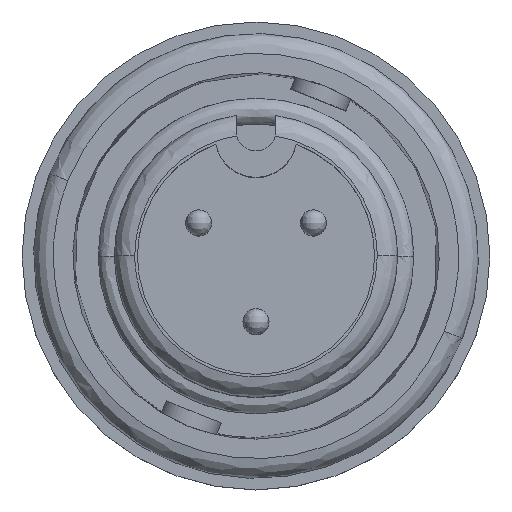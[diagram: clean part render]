
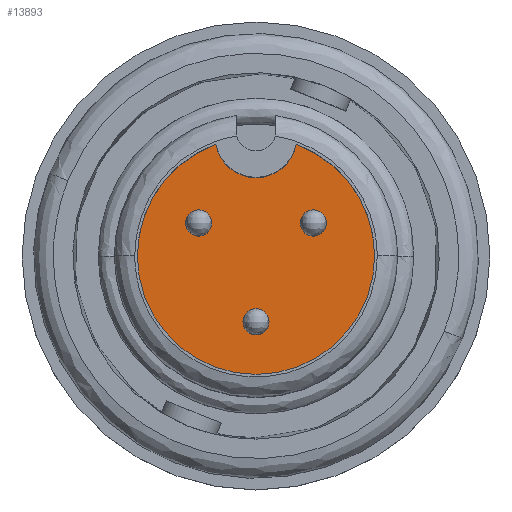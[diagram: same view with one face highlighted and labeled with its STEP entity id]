
A CAD part, top view. The second image highlights one B-rep face of the part: STEP entity #13893.
In plain terms, the highlighted planar face has unit normal (0, 0, 1).
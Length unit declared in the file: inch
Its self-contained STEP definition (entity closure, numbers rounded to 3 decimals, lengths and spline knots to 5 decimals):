
#70 = DIRECTION ( 'NONE',  ( 0., -1., 0. ) ) ;
#82 = DIRECTION ( 'NONE',  ( -1., 0., 0. ) ) ;
#238 = AXIS2_PLACEMENT_3D ( 'NONE', #15569, #8118, #613 ) ;
#613 = DIRECTION ( 'NONE',  ( -1., 0., 0. ) ) ;
#765 = DIRECTION ( 'NONE',  ( 0., 0., -1. ) ) ;
#858 = EDGE_CURVE ( 'NONE', #2130, #2081, #9399, .T. ) ;
#950 = VERTEX_POINT ( 'NONE', #13242 ) ;
#1315 = CARTESIAN_POINT ( 'NONE',  ( 0., -0.1, -0.256 ) ) ;
#2081 = VERTEX_POINT ( 'NONE', #7962 ) ;
#2130 = VERTEX_POINT ( 'NONE', #8249 ) ;
#2214 = EDGE_CURVE ( 'NONE', #10884, #11550, #5091, .T. ) ;
#2507 = CARTESIAN_POINT ( 'NONE',  ( -0.087, 0.05, -0.256 ) ) ;
#2534 = CARTESIAN_POINT ( 'NONE',  ( -0.10674, 0.05, -0.256 ) ) ;
#2601 = CIRCLE ( 'NONE', #238, 0.01974 ) ;
#2646 = AXIS2_PLACEMENT_3D ( 'NONE', #15033, #7579, #70 ) ;
#2850 = AXIS2_PLACEMENT_3D ( 'NONE', #5896, #5876, #5851 ) ;
#3383 = EDGE_CURVE ( 'NONE', #2081, #2130, #13846, .T. ) ;
#3488 = CARTESIAN_POINT ( 'NONE',  ( 0.10674, 0.05, -0.256 ) ) ;
#3664 = CARTESIAN_POINT ( 'NONE',  ( 0.0609, 0.16938, -0.256 ) ) ;
#3826 = DIRECTION ( 'NONE',  ( -1., 0., 0. ) ) ;
#3848 = EDGE_LOOP ( 'NONE', ( #12067, #13502 ) ) ;
#4001 = ORIENTED_EDGE ( 'NONE', *, *, #10122, .T. ) ;
#4535 = CARTESIAN_POINT ( 'NONE',  ( 0., -0.1, -0.256 ) ) ;
#4555 = CIRCLE ( 'NONE', #2850, 0.18 ) ;
#4643 = CARTESIAN_POINT ( 'NONE',  ( 0., 0.0905, -0.256 ) ) ;
#4648 = CARTESIAN_POINT ( 'NONE',  ( 0., 0.181, -0.256 ) ) ;
#5091 = CIRCLE ( 'NONE', #11958, 0.062 ) ;
#5535 = AXIS2_PLACEMENT_3D ( 'NONE', #11066, #11012, #10959 ) ;
#5720 = DIRECTION ( 'NONE',  ( 0., 0., -1. ) ) ;
#5814 = CARTESIAN_POINT ( 'NONE',  ( -0.06726, 0.05, -0.256 ) ) ;
#5851 = DIRECTION ( 'NONE',  ( 0., -1., 0. ) ) ;
#5854 = CARTESIAN_POINT ( 'NONE',  ( 0., 0.119, -0.256 ) ) ;
#5876 = DIRECTION ( 'NONE',  ( 0., 0., 1. ) ) ;
#5896 = CARTESIAN_POINT ( 'NONE',  ( 0., 0., -0.256 ) ) ;
#5921 = DIRECTION ( 'NONE',  ( 0., -1., 0. ) ) ;
#5931 = CIRCLE ( 'NONE', #5535, 0.01974 ) ;
#5962 = DIRECTION ( 'NONE',  ( 1., 0., 0. ) ) ;
#6306 = EDGE_LOOP ( 'NONE', ( #11282, #7316 ) ) ;
#6409 = VERTEX_POINT ( 'NONE', #2534 ) ;
#6518 = ORIENTED_EDGE ( 'NONE', *, *, #11051, .F. ) ;
#6804 = EDGE_LOOP ( 'NONE', ( #13109, #4001, #6518, #8190 ) ) ;
#7010 = AXIS2_PLACEMENT_3D ( 'NONE', #8283, #765, #9532 ) ;
#7316 = ORIENTED_EDGE ( 'NONE', *, *, #7696, .T. ) ;
#7579 = DIRECTION ( 'NONE',  ( 0., 0., 1. ) ) ;
#7696 = EDGE_CURVE ( 'NONE', #11070, #6409, #5931, .T. ) ;
#7709 = CIRCLE ( 'NONE', #15427, 0.01974 ) ;
#7786 = CIRCLE ( 'NONE', #9308, 0.062 ) ;
#7962 = CARTESIAN_POINT ( 'NONE',  ( -0.01974, -0.1, -0.256 ) ) ;
#8064 = CARTESIAN_POINT ( 'NONE',  ( 0., -0.18, -0.256 ) ) ;
#8118 = DIRECTION ( 'NONE',  ( 0., 0., -1. ) ) ;
#8121 = FACE_BOUND ( 'NONE', #8469, .T. ) ;
#8137 = DIRECTION ( 'NONE',  ( 0., 0., -1. ) ) ;
#8190 = ORIENTED_EDGE ( 'NONE', *, *, #2214, .F. ) ;
#8249 = CARTESIAN_POINT ( 'NONE',  ( 0.01974, -0.1, -0.256 ) ) ;
#8283 = CARTESIAN_POINT ( 'NONE',  ( 0.087, 0.05, -0.256 ) ) ;
#8297 = EDGE_CURVE ( 'NONE', #10884, #10945, #4555, .T. ) ;
#8469 = EDGE_LOOP ( 'NONE', ( #11995, #13335 ) ) ;
#8509 = FACE_OUTER_BOUND ( 'NONE', #6804, .T. ) ;
#9308 = AXIS2_PLACEMENT_3D ( 'NONE', #4648, #13377, #5921 ) ;
#9399 = CIRCLE ( 'NONE', #14292, 0.01974 ) ;
#9532 = DIRECTION ( 'NONE',  ( -1., 0., 0. ) ) ;
#9613 = CARTESIAN_POINT ( 'NONE',  ( 0., 0.181, -0.256 ) ) ;
#9649 = DIRECTION ( 'NONE',  ( 0., 0., 1. ) ) ;
#9703 = DIRECTION ( 'NONE',  ( 0., -1., 0. ) ) ;
#10122 = EDGE_CURVE ( 'NONE', #10945, #12220, #14049, .T. ) ;
#10884 = VERTEX_POINT ( 'NONE', #15400 ) ;
#10945 = VERTEX_POINT ( 'NONE', #8064 ) ;
#10959 = DIRECTION ( 'NONE',  ( -1., 0., 0. ) ) ;
#11012 = DIRECTION ( 'NONE',  ( 0., 0., -1. ) ) ;
#11051 = EDGE_CURVE ( 'NONE', #11550, #12220, #7786, .T. ) ;
#11066 = CARTESIAN_POINT ( 'NONE',  ( -0.087, 0.05, -0.256 ) ) ;
#11070 = VERTEX_POINT ( 'NONE', #5814 ) ;
#11282 = ORIENTED_EDGE ( 'NONE', *, *, #14909, .T. ) ;
#11337 = DIRECTION ( 'NONE',  ( 0., 0., -1. ) ) ;
#11484 = FACE_BOUND ( 'NONE', #6306, .T. ) ;
#11550 = VERTEX_POINT ( 'NONE', #5854 ) ;
#11958 = AXIS2_PLACEMENT_3D ( 'NONE', #9613, #9649, #9703 ) ;
#11995 = ORIENTED_EDGE ( 'NONE', *, *, #3383, .T. ) ;
#12067 = ORIENTED_EDGE ( 'NONE', *, *, #13839, .T. ) ;
#12220 = VERTEX_POINT ( 'NONE', #3664 ) ;
#12386 = AXIS2_PLACEMENT_3D ( 'NONE', #4535, #5720, #12663 ) ;
#12663 = DIRECTION ( 'NONE',  ( -1., 0., 0. ) ) ;
#12876 = AXIS2_PLACEMENT_3D ( 'NONE', #4643, #13420, #5962 ) ;
#13109 = ORIENTED_EDGE ( 'NONE', *, *, #8297, .T. ) ;
#13242 = CARTESIAN_POINT ( 'NONE',  ( 0.06726, 0.05, -0.256 ) ) ;
#13335 = ORIENTED_EDGE ( 'NONE', *, *, #858, .T. ) ;
#13367 = PLANE ( 'NONE',  #12876 ) ;
#13377 = DIRECTION ( 'NONE',  ( 0., 0., 1. ) ) ;
#13420 = DIRECTION ( 'NONE',  ( 0., 0., 1. ) ) ;
#13502 = ORIENTED_EDGE ( 'NONE', *, *, #13790, .T. ) ;
#13790 = EDGE_CURVE ( 'NONE', #14800, #950, #2601, .T. ) ;
#13839 = EDGE_CURVE ( 'NONE', #950, #14800, #15507, .T. ) ;
#13846 = CIRCLE ( 'NONE', #12386, 0.01974 ) ;
#13893 = ADVANCED_FACE ( 'NONE', ( #15129, #11484, #8509, #8121 ), #13367, .T. ) ;
#14049 = CIRCLE ( 'NONE', #2646, 0.18 ) ;
#14292 = AXIS2_PLACEMENT_3D ( 'NONE', #1315, #8137, #82 ) ;
#14800 = VERTEX_POINT ( 'NONE', #3488 ) ;
#14909 = EDGE_CURVE ( 'NONE', #6409, #11070, #7709, .T. ) ;
#15033 = CARTESIAN_POINT ( 'NONE',  ( 0., 0., -0.256 ) ) ;
#15129 = FACE_BOUND ( 'NONE', #3848, .T. ) ;
#15400 = CARTESIAN_POINT ( 'NONE',  ( -0.0609, 0.16938, -0.256 ) ) ;
#15427 = AXIS2_PLACEMENT_3D ( 'NONE', #2507, #11337, #3826 ) ;
#15507 = CIRCLE ( 'NONE', #7010, 0.01974 ) ;
#15569 = CARTESIAN_POINT ( 'NONE',  ( 0.087, 0.05, -0.256 ) ) ;
